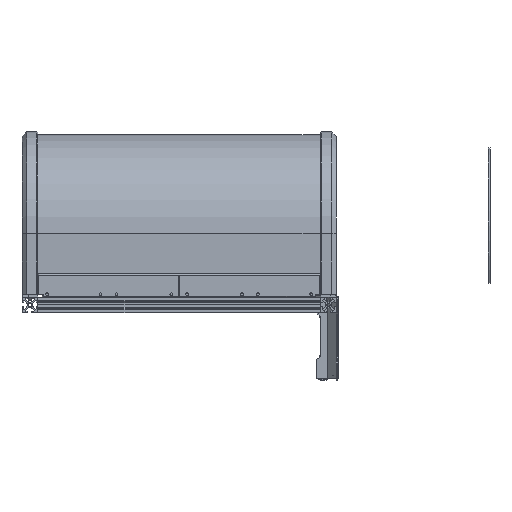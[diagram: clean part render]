
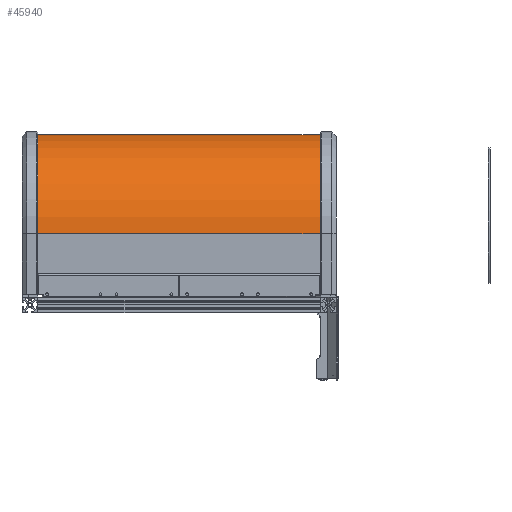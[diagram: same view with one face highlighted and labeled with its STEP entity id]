
A CAD part, front view. The second image highlights one B-rep face of the part: STEP entity #45940.
In plain terms, the highlighted cylindrical face has radius 126 mm (diameter 251.999 mm), a partial arc.
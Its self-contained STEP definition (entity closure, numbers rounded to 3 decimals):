
#4584=FACE_OUTER_BOUND('',#7496,.T.);
#7496=EDGE_LOOP('',(#39798,#39799,#39800,#39801));
#12022=LINE('',#73952,#16897);
#12023=LINE('',#73955,#16898);
#16897=VECTOR('',#60310,10.);
#16898=VECTOR('',#60313,10.);
#19069=CIRCLE('',#49588,126.);
#19070=CIRCLE('',#49589,126.);
#22679=VERTEX_POINT('',#73948);
#22680=VERTEX_POINT('',#73949);
#22681=VERTEX_POINT('',#73951);
#22682=VERTEX_POINT('',#73953);
#28570=EDGE_CURVE('',#22679,#22680,#19069,.T.);
#28571=EDGE_CURVE('',#22681,#22679,#12022,.T.);
#28572=EDGE_CURVE('',#22681,#22682,#19070,.T.);
#28573=EDGE_CURVE('',#22682,#22680,#12023,.T.);
#39798=ORIENTED_EDGE('',*,*,#28570,.F.);
#39799=ORIENTED_EDGE('',*,*,#28571,.F.);
#39800=ORIENTED_EDGE('',*,*,#28572,.T.);
#39801=ORIENTED_EDGE('',*,*,#28573,.T.);
#43777=CYLINDRICAL_SURFACE('',#49587,126.);
#45940=ADVANCED_FACE('',(#4584),#43777,.T.);
#49587=AXIS2_PLACEMENT_3D('',#73947,#60306,#60307);
#49588=AXIS2_PLACEMENT_3D('',#73950,#60308,#60309);
#49589=AXIS2_PLACEMENT_3D('',#73954,#60311,#60312);
#60306=DIRECTION('center_axis',(-1.,0.,0.));
#60307=DIRECTION('ref_axis',(0.,-1.,0.));
#60308=DIRECTION('center_axis',(-1.,0.,0.));
#60309=DIRECTION('ref_axis',(0.,-1.,0.));
#60310=DIRECTION('',(-1.,0.,0.));
#60311=DIRECTION('center_axis',(-1.,0.,0.));
#60312=DIRECTION('ref_axis',(0.,-1.,0.));
#60313=DIRECTION('',(-1.,0.,0.));
#73947=CARTESIAN_POINT('Origin',(342.3,120.,170.371));
#73948=CARTESIAN_POINT('',(-42.,-6.,170.371));
#73949=CARTESIAN_POINT('',(-42.,246.,170.371));
#73950=CARTESIAN_POINT('Origin',(-42.,120.,170.371));
#73951=CARTESIAN_POINT('',(342.,-6.,170.371));
#73952=CARTESIAN_POINT('',(342.3,-6.,170.371));
#73953=CARTESIAN_POINT('',(342.,246.,170.371));
#73954=CARTESIAN_POINT('Origin',(342.,120.,170.371));
#73955=CARTESIAN_POINT('',(342.3,246.,170.371));
